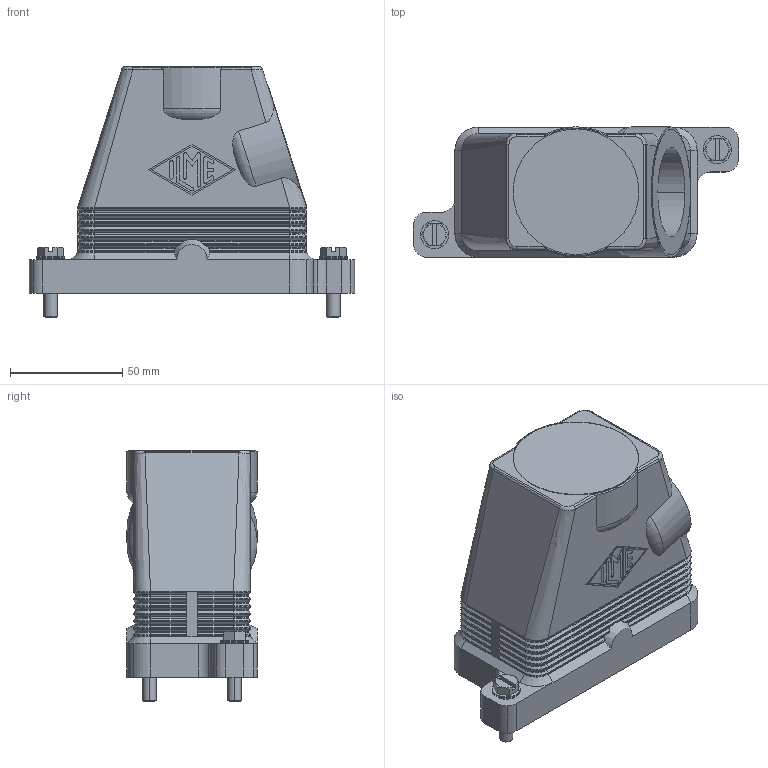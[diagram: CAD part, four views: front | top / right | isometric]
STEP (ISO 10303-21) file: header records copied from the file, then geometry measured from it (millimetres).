
FILE_DESCRIPTION((''),'2;1');
FILE_NAME('MGV 10.40.stp','2007-01-11T10:32:01',('gembarski'),(''),'Autodesk Inventor 7','Autodesk Inventor 7','');
FILE_SCHEMA(('AUTOMOTIVE_DESIGN { 1 0 10303 214 1 1 1 1 }'));
Length unit declared in the file: millimetre
Products named in the file (1): MGV 10.40
Bounding box: 145 x 58 x 112.2 mm (x, y, z)
Volume: 189850.7 mm3; surface area: 72430.1 mm2
Topology: 3 solids, 6 shells, 782 faces, 1898 edges, 1131 vertices
Faces by surface type: bspline 265, cylinder 203, plane 195, cone 83, torus 36
Entity records: 28961 total; most frequent: CARTESIAN_POINT 11557, ORIENTED_EDGE 3780, DIRECTION 3507, EDGE_CURVE 1890, AXIS2_PLACEMENT_3D 1306, VERTEX_POINT 1131, VECTOR 895, LINE 895
